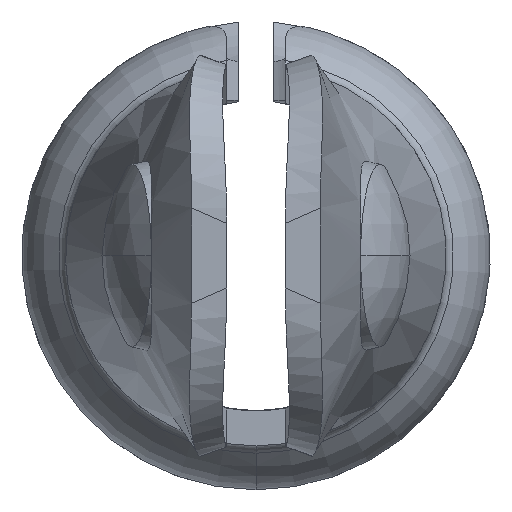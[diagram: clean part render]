
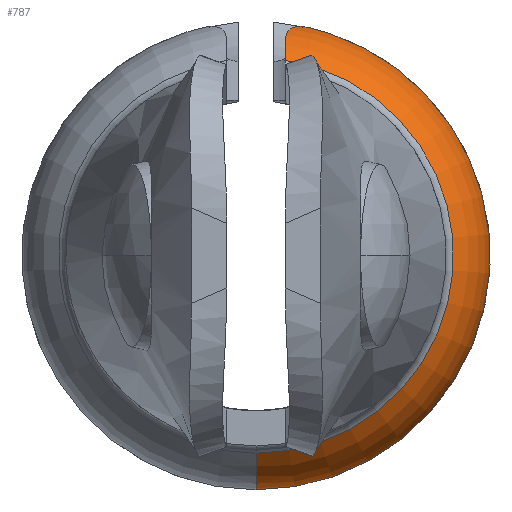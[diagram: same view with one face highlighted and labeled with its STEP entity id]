
A CAD part, front view. The second image highlights one B-rep face of the part: STEP entity #787.
In plain terms, the highlighted toroidal (fillet/blend) face has major radius 0.559 mm and minor radius 0.457 mm.
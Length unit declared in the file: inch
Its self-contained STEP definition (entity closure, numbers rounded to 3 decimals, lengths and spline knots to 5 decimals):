
#1 = CARTESIAN_POINT ( 'NONE',  ( 0., 0.12535, 0. ) ) ;
#2 = AXIS2_PLACEMENT_3D ( 'NONE', #1, #5, #11 ) ;
#3 = TOROIDAL_SURFACE ( 'NONE', #2, 0.022, 0.018 ) ;
#5 = DIRECTION ( 'NONE',  ( 0., -1., 0. ) ) ;
#11 = DIRECTION ( 'NONE',  ( 0., 0., -1. ) ) ;
#12 = FACE_OUTER_BOUND ( 'NONE', #831, .T. ) ;
#19 = CARTESIAN_POINT ( 'NONE',  ( 0.00445, 0.13896, 0.03349 ) ) ;
#22 = CARTESIAN_POINT ( 'NONE',  ( 0.00707, 0.13766, 0.03466 ) ) ;
#27 = CARTESIAN_POINT ( 'NONE',  ( 0.00894, 0.13534, 0.0362 ) ) ;
#30 = CARTESIAN_POINT ( 'NONE',  ( 0.01041, 0.1297, 0.03835 ) ) ;
#31 = CARTESIAN_POINT ( 'NONE',  ( 0.00984, 0.12637, 0.03897 ) ) ;
#37 = CARTESIAN_POINT ( 'NONE',  ( 0.00791, 0.12388, 0.03915 ) ) ;
#38 = CARTESIAN_POINT ( 'NONE',  ( 0.00504, 0.11601, 0.03705 ) ) ;
#56 = B_SPLINE_CURVE_WITH_KNOTS ( 'NONE', 3,
 ( #62, #61, #60, #59 ),
 .UNSPECIFIED., .F., .F.,
 ( 4, 4 ),
 ( 0., 0.00022 ),
 .UNSPECIFIED. ) ;
#59 = CARTESIAN_POINT ( 'NONE',  ( 0.00504, 0.11601, 0.03705 ) ) ;
#60 = CARTESIAN_POINT ( 'NONE',  ( 0.00514, 0.11857, 0.0386 ) ) ;
#61 = CARTESIAN_POINT ( 'NONE',  ( 0.00608, 0.12152, 0.03932 ) ) ;
#62 = CARTESIAN_POINT ( 'NONE',  ( 0.00791, 0.12388, 0.03915 ) ) ;
#74 = B_SPLINE_CURVE_WITH_KNOTS ( 'NONE', 3,
 ( #19, #22, #27, #30, #31, #37 ),
 .UNSPECIFIED., .F., .F.,
 ( 4, 2, 4 ),
 ( 0., 0.00024, 0.00047 ),
 .UNSPECIFIED. ) ;
#100 = CARTESIAN_POINT ( 'NONE',  ( 0.00791, 0.12388, 0.03915 ) ) ;
#123 = CARTESIAN_POINT ( 'NONE',  ( 0.00504, 0.11171, 0.03337 ) ) ;
#124 = CARTESIAN_POINT ( 'NONE',  ( 0.00504, 0.11232, 0.03408 ) ) ;
#125 = CARTESIAN_POINT ( 'NONE',  ( 0.00504, 0.11299, 0.03475 ) ) ;
#126 = CARTESIAN_POINT ( 'NONE',  ( 0.00504, 0.11443, 0.03599 ) ) ;
#127 = CARTESIAN_POINT ( 'NONE',  ( 0.00504, 0.11521, 0.03655 ) ) ;
#128 = CARTESIAN_POINT ( 'NONE',  ( 0.00504, 0.11601, 0.03705 ) ) ;
#132 = B_SPLINE_CURVE_WITH_KNOTS ( 'NONE', 3,
 ( #128, #127, #126, #125, #124, #123 ),
 .UNSPECIFIED., .F., .F.,
 ( 4, 2, 4 ),
 ( 0.0049, 0.00497, 0.00504 ),
 .UNSPECIFIED. ) ;
#787 = ADVANCED_FACE ( 'NONE', ( #12 ), #3, .T. ) ;
#789 = ORIENTED_EDGE ( 'NONE', *, *, #2987, .F. ) ;
#797 = VERTEX_POINT ( 'NONE', #38 ) ;
#804 = ORIENTED_EDGE ( 'NONE', *, *, #3075, .T. ) ;
#814 = ORIENTED_EDGE ( 'NONE', *, *, #822, .T. ) ;
#818 = EDGE_CURVE ( 'NONE', #827, #797, #56, .T. ) ;
#819 = ORIENTED_EDGE ( 'NONE', *, *, #818, .T. ) ;
#822 = EDGE_CURVE ( 'NONE', #3080, #827, #74, .T. ) ;
#827 = VERTEX_POINT ( 'NONE', #100 ) ;
#830 = ORIENTED_EDGE ( 'NONE', *, *, #2847, .F. ) ;
#831 = EDGE_LOOP ( 'NONE', ( #789, #804, #814, #819, #832, #830 ) ) ;
#832 = ORIENTED_EDGE ( 'NONE', *, *, #833, .T. ) ;
#833 = EDGE_CURVE ( 'NONE', #797, #2846, #132, .T. ) ;
#1685 = DIRECTION ( 'NONE',  ( 0., 0., -1. ) ) ;
#1686 = DIRECTION ( 'NONE',  ( 0., -1., 0. ) ) ;
#1687 = CARTESIAN_POINT ( 'NONE',  ( 0., 0.11171, 0. ) ) ;
#1688 = AXIS2_PLACEMENT_3D ( 'NONE', #1687, #1686, #1685 ) ;
#1689 = CIRCLE ( 'NONE', #1688, 0.03374 ) ;
#1694 = CARTESIAN_POINT ( 'NONE',  ( 0.00504, 0.11171, 0.03337 ) ) ;
#2277 = DIRECTION ( 'NONE',  ( -1., 0., 0. ) ) ;
#2278 = DIRECTION ( 'NONE',  ( 0., 0., 1. ) ) ;
#2279 = CARTESIAN_POINT ( 'NONE',  ( 0., 0.12535, -0.022 ) ) ;
#2280 = AXIS2_PLACEMENT_3D ( 'NONE', #2279, #2277, #2278 ) ;
#2281 = CIRCLE ( 'NONE', #2280, 0.018 ) ;
#2416 = CARTESIAN_POINT ( 'NONE',  ( 0., 0.11171, -0.03374 ) ) ;
#2610 = CARTESIAN_POINT ( 'NONE',  ( 0., 0.13896, -0.03379 ) ) ;
#2621 = CIRCLE ( 'NONE', #2627, 0.03379 ) ;
#2624 = DIRECTION ( 'NONE',  ( 0., 0., -1. ) ) ;
#2625 = DIRECTION ( 'NONE',  ( 0., -1., 0. ) ) ;
#2626 = CARTESIAN_POINT ( 'NONE',  ( 0., 0.13896, 0. ) ) ;
#2627 = AXIS2_PLACEMENT_3D ( 'NONE', #2626, #2625, #2624 ) ;
#2628 = CARTESIAN_POINT ( 'NONE',  ( 0.00445, 0.13896, 0.03349 ) ) ;
#2846 = VERTEX_POINT ( 'NONE', #1694 ) ;
#2847 = EDGE_CURVE ( 'NONE', #2986, #2846, #1689, .T. ) ;
#2986 = VERTEX_POINT ( 'NONE', #2416 ) ;
#2987 = EDGE_CURVE ( 'NONE', #3070, #2986, #2281, .T. ) ;
#3070 = VERTEX_POINT ( 'NONE', #2610 ) ;
#3075 = EDGE_CURVE ( 'NONE', #3070, #3080, #2621, .T. ) ;
#3080 = VERTEX_POINT ( 'NONE', #2628 ) ;
